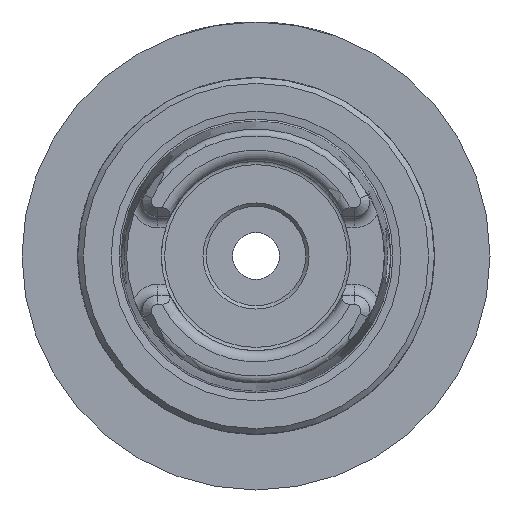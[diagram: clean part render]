
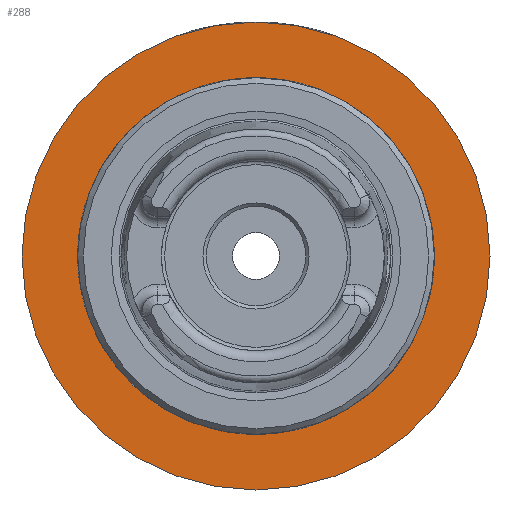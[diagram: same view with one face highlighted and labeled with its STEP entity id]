
A CAD part, left-side view. The second image highlights one B-rep face of the part: STEP entity #288.
In plain terms, the highlighted planar face has unit normal (-1, 0, 0).
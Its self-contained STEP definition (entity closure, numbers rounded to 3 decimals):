
#288 = ADVANCED_FACE( '', ( #665, #666 ), #667, .T. );
#665 = FACE_OUTER_BOUND( '', #1155, .T. );
#666 = FACE_BOUND( '', #1156, .T. );
#667 = PLANE( '', #1157 );
#1155 = EDGE_LOOP( '', ( #1936 ) );
#1156 = EDGE_LOOP( '', ( #1937 ) );
#1157 = AXIS2_PLACEMENT_3D( '', #1938, #1939, #1940 );
#1936 = ORIENTED_EDGE( '', *, *, #2556, .T. );
#1937 = ORIENTED_EDGE( '', *, *, #2609, .F. );
#1938 = CARTESIAN_POINT( '', ( 35., 0., 21. ) );
#1939 = DIRECTION( '', ( -1., 0., 0. ) );
#1940 = DIRECTION( '', ( 0., 0., 1. ) );
#2556 = EDGE_CURVE( '', #3040, #3040, #3041, .T. );
#2609 = EDGE_CURVE( '', #3128, #3128, #3129, .T. );
#3040 = VERTEX_POINT( '', #4214 );
#3041 = CIRCLE( '', #4215, 21. );
#3128 = VERTEX_POINT( '', #4413 );
#3129 = CIRCLE( '', #4414, 13. );
#4214 = CARTESIAN_POINT( '', ( 35., 0., 21. ) );
#4215 = AXIS2_PLACEMENT_3D( '', #5463, #5464, #5465 );
#4413 = CARTESIAN_POINT( '', ( 35., 0., 13. ) );
#4414 = AXIS2_PLACEMENT_3D( '', #5526, #5527, #5528 );
#5463 = CARTESIAN_POINT( '', ( 35., 0., 0. ) );
#5464 = DIRECTION( '', ( -1., 0., 0. ) );
#5465 = DIRECTION( '', ( 0., 0., 1. ) );
#5526 = CARTESIAN_POINT( '', ( 35., 0., 0. ) );
#5527 = DIRECTION( '', ( -1., 0., 0. ) );
#5528 = DIRECTION( '', ( 0., 0., 1. ) );
